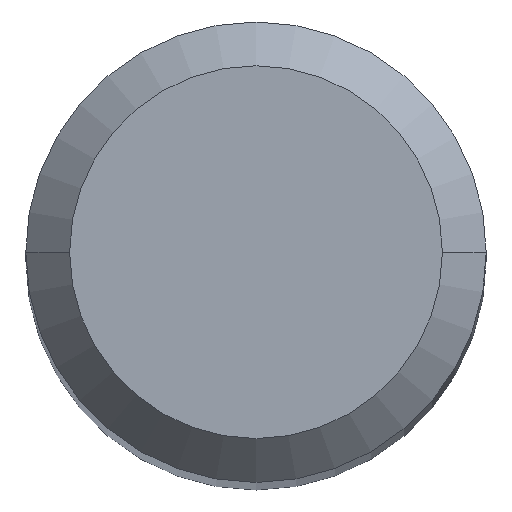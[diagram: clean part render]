
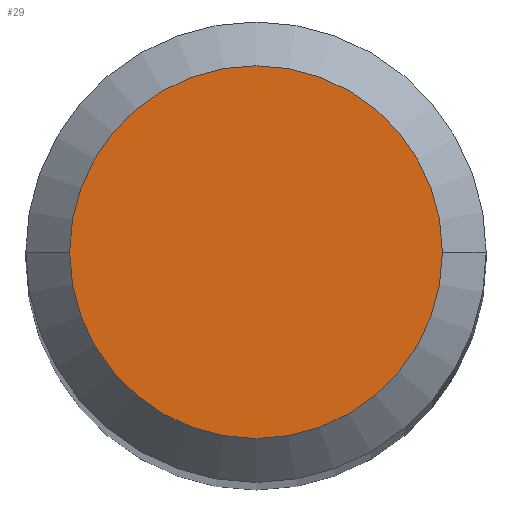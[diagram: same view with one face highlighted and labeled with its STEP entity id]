
A CAD part, top view. The second image highlights one B-rep face of the part: STEP entity #29.
In plain terms, the highlighted planar face has unit normal (0, 0, 1).
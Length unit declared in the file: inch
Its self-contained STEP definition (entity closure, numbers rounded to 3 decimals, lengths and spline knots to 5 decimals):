
#1 = ORIENTED_EDGE ( 'NONE', *, *, #5, .T. ) ;
#5 = EDGE_CURVE ( 'NONE', #79, #163, #260, .T. ) ;
#9 = FACE_OUTER_BOUND ( 'NONE', #231, .T. ) ;
#15 = PLANE ( 'NONE',  #45 ) ;
#20 = AXIS2_PLACEMENT_3D ( 'NONE', #54, #31, #144 ) ;
#23 = EDGE_CURVE ( 'NONE', #163, #79, #111, .T. ) ;
#27 = CARTESIAN_POINT ( 'NONE',  ( -0.06374, 0., 1.9685 ) ) ;
#28 = CARTESIAN_POINT ( 'NONE',  ( 0., 0., 1.9685 ) ) ;
#29 = ADVANCED_FACE ( 'NONE', ( #9 ), #15, .T. ) ;
#31 = DIRECTION ( 'NONE',  ( 0., 0., 1. ) ) ;
#45 = AXIS2_PLACEMENT_3D ( 'NONE', #28, #140, #186 ) ;
#54 = CARTESIAN_POINT ( 'NONE',  ( 0., 0., 1.9685 ) ) ;
#75 = DIRECTION ( 'NONE',  ( 0., 0., 1. ) ) ;
#79 = VERTEX_POINT ( 'NONE', #27 ) ;
#111 = CIRCLE ( 'NONE', #158, 0.06374 ) ;
#126 = CARTESIAN_POINT ( 'NONE',  ( 0.06374, 0., 1.9685 ) ) ;
#140 = DIRECTION ( 'NONE',  ( 0., 0., 1. ) ) ;
#144 = DIRECTION ( 'NONE',  ( 1., 0., 0. ) ) ;
#158 = AXIS2_PLACEMENT_3D ( 'NONE', #164, #75, #211 ) ;
#163 = VERTEX_POINT ( 'NONE', #126 ) ;
#164 = CARTESIAN_POINT ( 'NONE',  ( 0., 0., 1.9685 ) ) ;
#186 = DIRECTION ( 'NONE',  ( 1., 0., 0. ) ) ;
#211 = DIRECTION ( 'NONE',  ( 1., 0., 0. ) ) ;
#231 = EDGE_LOOP ( 'NONE', ( #1, #243 ) ) ;
#243 = ORIENTED_EDGE ( 'NONE', *, *, #23, .T. ) ;
#260 = CIRCLE ( 'NONE', #20, 0.06374 ) ;
